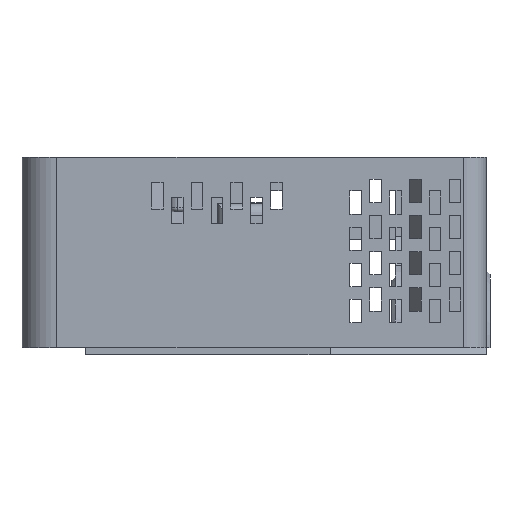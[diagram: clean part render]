
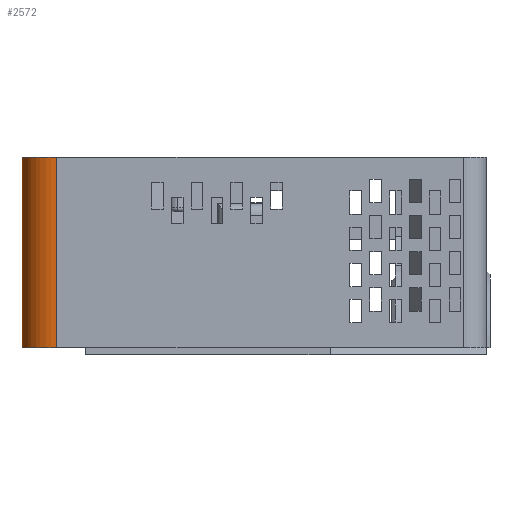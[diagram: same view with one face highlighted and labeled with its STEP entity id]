
A CAD part, left-side view. The second image highlights one B-rep face of the part: STEP entity #2572.
In plain terms, the highlighted cylindrical face has radius 6 mm (diameter 12 mm), a partial arc.
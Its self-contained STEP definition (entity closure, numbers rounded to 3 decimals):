
#20 = CARTESIAN_POINT ( 'NONE',  ( -68.032, 103.113, -141.045 ) ) ;
#2377 = EDGE_CURVE ( 'NONE', #14869, #29542, #6913, .T. ) ;
#2572 = ADVANCED_FACE ( 'NONE', ( #33975 ), #28160, .T. ) ;
#4669 = VERTEX_POINT ( 'NONE', #22585 ) ;
#4765 = DIRECTION ( 'NONE',  ( -1., 0., 0. ) ) ;
#6054 = DIRECTION ( 'NONE',  ( 0., 0., -1. ) ) ;
#6913 = LINE ( 'NONE', #29927, #28353 ) ;
#9932 = AXIS2_PLACEMENT_3D ( 'NONE', #13144, #22036, #36543 ) ;
#10575 = CARTESIAN_POINT ( 'NONE',  ( -72.688, 99.329, -108.345 ) ) ;
#13032 = ORIENTED_EDGE ( 'NONE', *, *, #25422, .F. ) ;
#13144 = CARTESIAN_POINT ( 'NONE',  ( -72.688, 99.329, -108.345 ) ) ;
#14869 = VERTEX_POINT ( 'NONE', #19442 ) ;
#14947 = VECTOR ( 'NONE', #37152, 1000. ) ;
#15474 = ORIENTED_EDGE ( 'NONE', *, *, #19696, .T. ) ;
#18221 = VERTEX_POINT ( 'NONE', #32361 ) ;
#18568 = CIRCLE ( 'NONE', #9932, 6. ) ;
#18701 = DIRECTION ( 'NONE',  ( 0., 0., -1. ) ) ;
#19220 = ORIENTED_EDGE ( 'NONE', *, *, #2377, .T. ) ;
#19442 = CARTESIAN_POINT ( 'NONE',  ( -68.032, 103.113, -108.345 ) ) ;
#19696 = EDGE_CURVE ( 'NONE', #4669, #14869, #18568, .T. ) ;
#22036 = DIRECTION ( 'NONE',  ( 0., 0., -1. ) ) ;
#22252 = EDGE_CURVE ( 'NONE', #4669, #18221, #37354, .T. ) ;
#22565 = DIRECTION ( 'NONE',  ( 0., 0., -1. ) ) ;
#22585 = CARTESIAN_POINT ( 'NONE',  ( -78.688, 99.329, -108.345 ) ) ;
#22836 = CARTESIAN_POINT ( 'NONE',  ( -78.688, 99.329, -108.345 ) ) ;
#25422 = EDGE_CURVE ( 'NONE', #18221, #29542, #35680, .T. ) ;
#28160 = CYLINDRICAL_SURFACE ( 'NONE', #31451, 6. ) ;
#28353 = VECTOR ( 'NONE', #18701, 1000. ) ;
#29542 = VERTEX_POINT ( 'NONE', #20 ) ;
#29645 = CARTESIAN_POINT ( 'NONE',  ( -72.688, 99.329, -141.045 ) ) ;
#29927 = CARTESIAN_POINT ( 'NONE',  ( -68.032, 103.113, -108.345 ) ) ;
#31451 = AXIS2_PLACEMENT_3D ( 'NONE', #10575, #22565, #4765 ) ;
#32361 = CARTESIAN_POINT ( 'NONE',  ( -78.688, 99.329, -141.045 ) ) ;
#32748 = DIRECTION ( 'NONE',  ( -1., 0., 0. ) ) ;
#33975 = FACE_OUTER_BOUND ( 'NONE', #35506, .T. ) ;
#35506 = EDGE_LOOP ( 'NONE', ( #15474, #19220, #13032, #38196 ) ) ;
#35680 = CIRCLE ( 'NONE', #36312, 6. ) ;
#36312 = AXIS2_PLACEMENT_3D ( 'NONE', #29645, #6054, #32748 ) ;
#36543 = DIRECTION ( 'NONE',  ( -1., 0., 0. ) ) ;
#37152 = DIRECTION ( 'NONE',  ( 0., 0., -1. ) ) ;
#37354 = LINE ( 'NONE', #22836, #14947 ) ;
#38196 = ORIENTED_EDGE ( 'NONE', *, *, #22252, .F. ) ;
